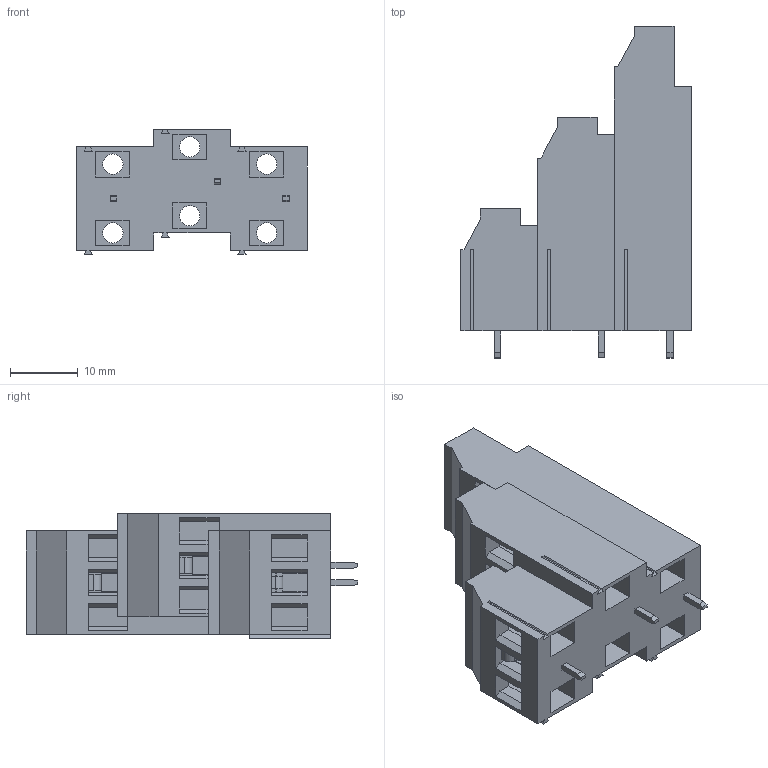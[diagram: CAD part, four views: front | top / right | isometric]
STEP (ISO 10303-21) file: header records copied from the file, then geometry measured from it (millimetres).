
FILE_DESCRIPTION(/* description */ ('Unknown'),/* implementation_level */ '2;1');
FILE_NAME(/* name */ '691247610103',/* time_stamp */ '2016-05-25T10:19:57+02:00',/* author */ ('Unknown'),/* organization */ ('Unknown'),/* preprocessor_version */ 'ST-DEVELOPER v16.7',/* originating_system */ 'DEX',/* authorisation */ $);
FILE_SCHEMA (('AUTOMOTIVE_DESIGN {1 0 10303 214 3 1 1}'));
Length unit declared in the file: millimetre
Products named in the file (2): 6912476100xx; MRT18P10.16_1BV01
Assembly tree (1 placements, depth 2):
  6912476100xx
    MRT18P10.16_1BV01
Bounding box: 34.05 x 49 x 18.38 mm (x, y, z)
Volume: 10903 mm3; surface area: 9012 mm2
Topology: 1 solids, 1 shells, 262 faces, 715 edges, 476 vertices
Faces by surface type: plane 242, cylinder 20
Full cylindrical faces by diameter (mm): 3 x6, 4 x9
Entity records: 9975 total; most frequent: CARTESIAN_POINT 1434, ORIENTED_EDGE 1394, DIRECTION 1274, EDGE_CURVE 697, LINE 648, VECTOR 648, VERTEX_POINT 473, EDGE_LOOP 322
